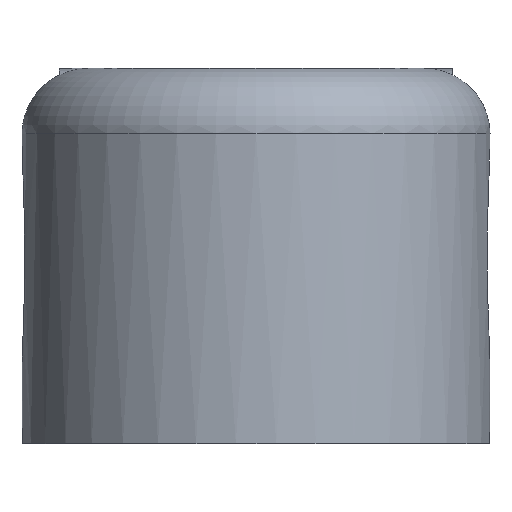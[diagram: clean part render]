
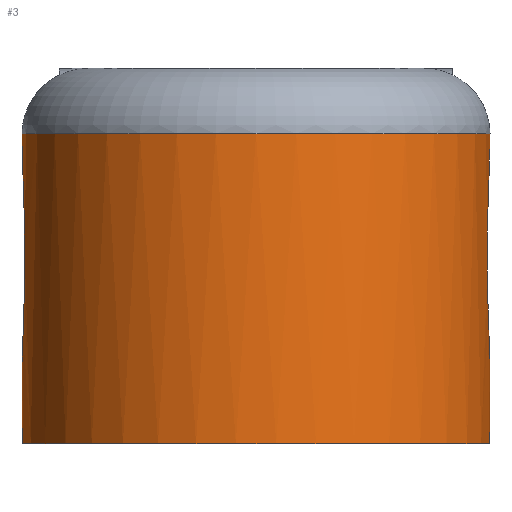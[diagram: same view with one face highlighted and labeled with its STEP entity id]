
A CAD part, left-side view. The second image highlights one B-rep face of the part: STEP entity #3.
In plain terms, the highlighted cylindrical face has radius 8.919 mm (diameter 17.839 mm), a partial arc.
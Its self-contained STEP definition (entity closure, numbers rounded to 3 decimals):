
#3 = ADVANCED_FACE ( 'NONE', ( #1632 ), #1655, .T. ) ;
#803 = CARTESIAN_POINT ( 'NONE',  ( 7.18, 7.15, -14.3 ) ) ;
#804 = DIRECTION ( 'NONE',  ( 0., 0., 1. ) ) ;
#808 = DIRECTION ( 'NONE',  ( 1., 0., 0. ) ) ;
#1266 = ORIENTED_EDGE ( 'NONE', *, *, #1964, .T. ) ;
#1270 = ORIENTED_EDGE ( 'NONE', *, *, #1966, .T. ) ;
#1271 = ORIENTED_EDGE ( 'NONE', *, *, #1961, .T. ) ;
#1272 = ORIENTED_EDGE ( 'NONE', *, *, #1965, .T. ) ;
#1273 = ORIENTED_EDGE ( 'NONE', *, *, #1963, .T. ) ;
#1394 = ORIENTED_EDGE ( 'NONE', *, *, #1962, .T. ) ;
#1458 = EDGE_LOOP ( 'NONE', ( #1270, #1266, #1272, #1273, #1271, #1394 ) ) ;
#1462 = VERTEX_POINT ( 'NONE', #2934 ) ;
#1505 = VERTEX_POINT ( 'NONE', #2957 ) ;
#1516 = CIRCLE ( 'NONE', #2073, 8.919 ) ;
#1594 = VERTEX_POINT ( 'NONE', #2965 ) ;
#1599 = CIRCLE ( 'NONE', #2080, 8.919 ) ;
#1632 = FACE_OUTER_BOUND ( 'NONE', #1458, .T. ) ;
#1655 = CYLINDRICAL_SURFACE ( 'NONE', #1920, 8.919 ) ;
#1791 = VERTEX_POINT ( 'NONE', #2920 ) ;
#1815 = VERTEX_POINT ( 'NONE', #2617 ) ;
#1846 = VERTEX_POINT ( 'NONE', #2730 ) ;
#1920 = AXIS2_PLACEMENT_3D ( 'NONE', #803, #804, #808 ) ;
#1961 = EDGE_CURVE ( 'NONE', #1462, #1505, #3240, .T. ) ;
#1962 = EDGE_CURVE ( 'NONE', #1505, #1594, #3241, .T. ) ;
#1963 = EDGE_CURVE ( 'NONE', #1815, #1462, #1599, .T. ) ;
#1964 = EDGE_CURVE ( 'NONE', #1846, #1791, #3244, .T. ) ;
#1965 = EDGE_CURVE ( 'NONE', #1791, #1815, #3242, .T. ) ;
#1966 = EDGE_CURVE ( 'NONE', #1594, #1846, #1516, .T. ) ;
#2073 = AXIS2_PLACEMENT_3D ( 'NONE', #2407, #2396, #2434 ) ;
#2080 = AXIS2_PLACEMENT_3D ( 'NONE', #2493, #2497, #2511 ) ;
#2177 = CARTESIAN_POINT ( 'NONE',  ( 6.839, 16.064, -2.973 ) ) ;
#2217 = CARTESIAN_POINT ( 'NONE',  ( 7.013, 16.068, -2.665 ) ) ;
#2395 = CARTESIAN_POINT ( 'NONE',  ( 6.972, 16.067, -2.737 ) ) ;
#2396 = DIRECTION ( 'NONE',  ( 0., 0., -1. ) ) ;
#2398 = CARTESIAN_POINT ( 'NONE',  ( 6.717, 16.058, -3.213 ) ) ;
#2399 = CARTESIAN_POINT ( 'NONE',  ( 6.494, 16.044, -3.704 ) ) ;
#2400 = CARTESIAN_POINT ( 'NONE',  ( 6.127, 16.009, -4.716 ) ) ;
#2401 = CARTESIAN_POINT ( 'NONE',  ( 6.393, 16.035, -3.956 ) ) ;
#2402 = CARTESIAN_POINT ( 'NONE',  ( 5.997, 15.991, -5.233 ) ) ;
#2407 = CARTESIAN_POINT ( 'NONE',  ( 7.18, 7.15, -2.5 ) ) ;
#2409 = CARTESIAN_POINT ( 'NONE',  ( 9.338, 15.804, -14.3 ) ) ;
#2410 = CARTESIAN_POINT ( 'NONE',  ( 9.126, 15.857, -14.139 ) ) ;
#2411 = CARTESIAN_POINT ( 'NONE',  ( 8.53, 15.969, -13.604 ) ) ;
#2412 = CARTESIAN_POINT ( 'NONE',  ( 8.341, 15.995, -13.412 ) ) ;
#2413 = CARTESIAN_POINT ( 'NONE',  ( 8.922, 15.9, -13.968 ) ) ;
#2414 = CARTESIAN_POINT ( 'NONE',  ( 7.8, 16.055, -12.813 ) ) ;
#2415 = CARTESIAN_POINT ( 'NONE',  ( 7.478, 16.069, -12.387 ) ) ;
#2416 = CARTESIAN_POINT ( 'NONE',  ( 7.053, 16.07, -11.71 ) ) ;
#2417 = CARTESIAN_POINT ( 'NONE',  ( 6.675, 16.056, -11.002 ) ) ;
#2418 = CARTESIAN_POINT ( 'NONE',  ( 6.562, 16.049, -10.756 ) ) ;
#2419 = CARTESIAN_POINT ( 'NONE',  ( 6.92, 16.066, -11.478 ) ) ;
#2420 = CARTESIAN_POINT ( 'NONE',  ( 6.258, 16.024, -10.006 ) ) ;
#2421 = CARTESIAN_POINT ( 'NONE',  ( 6.1, 16.005, -9.487 ) ) ;
#2422 = CARTESIAN_POINT ( 'NONE',  ( 5.881, 15.975, -8.433 ) ) ;
#2423 = CARTESIAN_POINT ( 'NONE',  ( 5.82, 15.965, -7.9 ) ) ;
#2424 = CARTESIAN_POINT ( 'NONE',  ( 5.801, 15.962, -7.092 ) ) ;
#2425 = CARTESIAN_POINT ( 'NONE',  ( 5.807, 15.963, -6.821 ) ) ;
#2426 = CARTESIAN_POINT ( 'NONE',  ( 5.843, 15.969, -6.286 ) ) ;
#2427 = CARTESIAN_POINT ( 'NONE',  ( 5.873, 15.973, -6.021 ) ) ;
#2434 = DIRECTION ( 'NONE',  ( 1., 0., 0. ) ) ;
#2460 = CARTESIAN_POINT ( 'NONE',  ( 7.802, -1.755, -12.814 ) ) ;
#2464 = CARTESIAN_POINT ( 'NONE',  ( 7.036, 16.068, -2.5 ) ) ;
#2466 = CARTESIAN_POINT ( 'NONE',  ( 7.036, -1.768, -2.5 ) ) ;
#2467 = CARTESIAN_POINT ( 'NONE',  ( 7.036, -1.768, -2.583 ) ) ;
#2468 = CARTESIAN_POINT ( 'NONE',  ( 6.972, 16.067, -2.737 ) ) ;
#2469 = CARTESIAN_POINT ( 'NONE',  ( 7.013, -1.768, -2.665 ) ) ;
#2470 = CARTESIAN_POINT ( 'NONE',  ( 8.518, -1.676, -13.609 ) ) ;
#2471 = CARTESIAN_POINT ( 'NONE',  ( 7.036, 16.068, -2.583 ) ) ;
#2472 = CARTESIAN_POINT ( 'NONE',  ( 6.972, -1.767, -2.737 ) ) ;
#2479 = CARTESIAN_POINT ( 'NONE',  ( 9.338, -1.504, -14.3 ) ) ;
#2480 = CARTESIAN_POINT ( 'NONE',  ( 8.914, -1.61, -13.979 ) ) ;
#2492 = CARTESIAN_POINT ( 'NONE',  ( 6.972, -1.767, -2.737 ) ) ;
#2493 = CARTESIAN_POINT ( 'NONE',  ( 7.18, 7.15, -14.3 ) ) ;
#2494 = CARTESIAN_POINT ( 'NONE',  ( 6.483, -1.744, -3.698 ) ) ;
#2495 = CARTESIAN_POINT ( 'NONE',  ( 6.706, -1.761, -3.208 ) ) ;
#2497 = DIRECTION ( 'NONE',  ( 0., 0., 1. ) ) ;
#2498 = CARTESIAN_POINT ( 'NONE',  ( 7.479, -1.769, -12.388 ) ) ;
#2499 = CARTESIAN_POINT ( 'NONE',  ( 7.05, -1.77, -11.706 ) ) ;
#2500 = CARTESIAN_POINT ( 'NONE',  ( 6.916, -1.766, -11.47 ) ) ;
#2501 = CARTESIAN_POINT ( 'NONE',  ( 6.67, -1.756, -10.991 ) ) ;
#2502 = CARTESIAN_POINT ( 'NONE',  ( 6.559, -1.748, -10.748 ) ) ;
#2503 = CARTESIAN_POINT ( 'NONE',  ( 6.102, -1.705, -9.492 ) ) ;
#2504 = CARTESIAN_POINT ( 'NONE',  ( 6.258, -1.724, -10.004 ) ) ;
#2505 = CARTESIAN_POINT ( 'NONE',  ( 5.881, -1.675, -8.435 ) ) ;
#2506 = CARTESIAN_POINT ( 'NONE',  ( 5.82, -1.665, -7.893 ) ) ;
#2507 = CARTESIAN_POINT ( 'NONE',  ( 5.955, -1.685, -5.502 ) ) ;
#2508 = CARTESIAN_POINT ( 'NONE',  ( 5.831, -1.667, -6.29 ) ) ;
#2509 = CARTESIAN_POINT ( 'NONE',  ( 5.795, -1.661, -6.82 ) ) ;
#2510 = CARTESIAN_POINT ( 'NONE',  ( 6.008, -1.692, -5.24 ) ) ;
#2511 = DIRECTION ( 'NONE',  ( 1., 0., 0. ) ) ;
#2512 = CARTESIAN_POINT ( 'NONE',  ( 6.216, -1.718, -4.461 ) ) ;
#2513 = CARTESIAN_POINT ( 'NONE',  ( 6.138, -1.709, -4.721 ) ) ;
#2617 = CARTESIAN_POINT ( 'NONE',  ( 9.338, 15.804, -14.3 ) ) ;
#2730 = CARTESIAN_POINT ( 'NONE',  ( 7.036, 16.068, -2.5 ) ) ;
#2920 = CARTESIAN_POINT ( 'NONE',  ( 6.972, 16.067, -2.737 ) ) ;
#2934 = CARTESIAN_POINT ( 'NONE',  ( 9.338, -1.504, -14.3 ) ) ;
#2957 = CARTESIAN_POINT ( 'NONE',  ( 6.972, -1.767, -2.737 ) ) ;
#2965 = CARTESIAN_POINT ( 'NONE',  ( 7.036, -1.768, -2.5 ) ) ;
#3240 = B_SPLINE_CURVE_WITH_KNOTS ( 'NONE', 3,
 ( #2479, #2480, #2470, #2460, #2498, #2499, #2500, #2501, #2502, #2504, #2503, #2505, #2506, #2509, #2508, #2507, #2510, #2513, #2512, #2494, #2495, #2492 ),
 .UNSPECIFIED., .F., .F.,
 ( 4, 2, 2, 2, 2, 2, 2, 2, 2, 2, 4 ),
 ( 0., 0.002, 0.003, 0.004, 0.005, 0.006, 0.008, 0.01, 0.011, 0.011, 0.013 ),
 .UNSPECIFIED. ) ;
#3241 = B_SPLINE_CURVE_WITH_KNOTS ( 'NONE', 3,
 ( #2472, #2469, #2467, #2466 ),
 .UNSPECIFIED., .F., .F.,
 ( 4, 4 ),
 ( 0., 0. ),
 .UNSPECIFIED. ) ;
#3242 = B_SPLINE_CURVE_WITH_KNOTS ( 'NONE', 3,
 ( #2468, #2177, #2398, #2399, #2401, #2400, #2402, #2427, #2426, #2425, #2424, #2423, #2422, #2421, #2420, #2418, #2417, #2419, #2416, #2415, #2414, #2412, #2411, #2413, #2410, #2409 ),
 .UNSPECIFIED., .F., .F.,
 ( 4, 2, 2, 2, 2, 2, 2, 2, 2, 2, 2, 2, 4 ),
 ( 0., 0.001, 0.002, 0.003, 0.004, 0.005, 0.006, 0.008, 0.009, 0.01, 0.011, 0.012, 0.013 ),
 .UNSPECIFIED. ) ;
#3244 = B_SPLINE_CURVE_WITH_KNOTS ( 'NONE', 3,
 ( #2464, #2471, #2217, #2395 ),
 .UNSPECIFIED., .F., .F.,
 ( 4, 4 ),
 ( 0., 0. ),
 .UNSPECIFIED. ) ;
